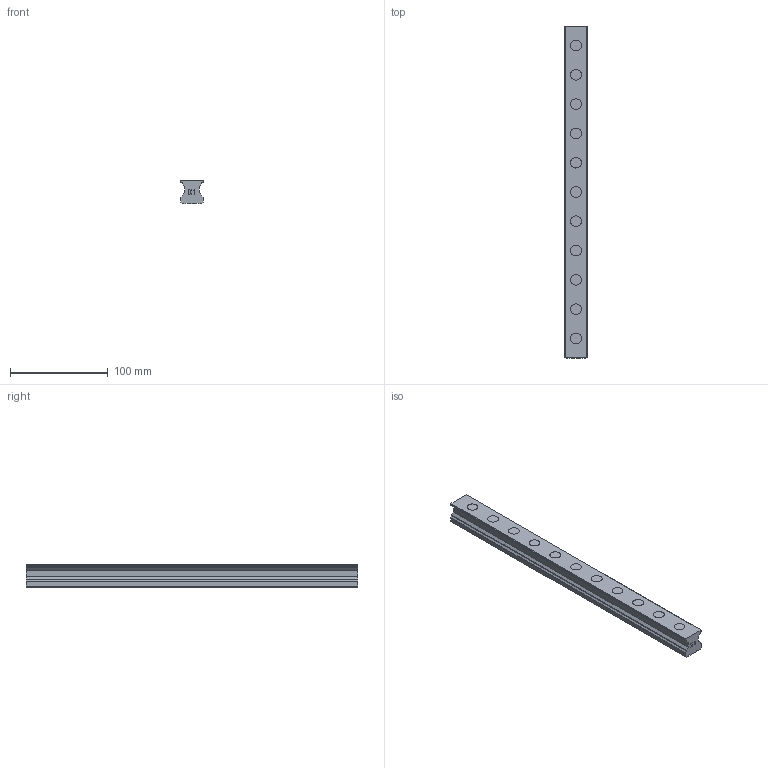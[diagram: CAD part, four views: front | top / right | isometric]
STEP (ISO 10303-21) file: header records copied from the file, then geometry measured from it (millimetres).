
FILE_DESCRIPTION(('STEP AP214'),'1');
FILE_NAME('cctmp_439C9131-C3FE-4A30-B201-9F801D7ACD8A_2021_03_11_09_27_37_0563..stp','2021-03-11T08:27:37',('HIWIN GmbH'),('CADClick - www.CADClick.com'),'Spatial InterOp 3D',' ','unknown authorization');
FILE_SCHEMA(('AUTOMOTIVE_DESIGN'));
Length unit declared in the file: millimetre
Products named in the file (1): RGR25R340H_FILE
Bounding box: 23 x 340 x 23.6 mm (x, y, z)
Volume: 136790 mm3; surface area: 42743.5 mm2
Topology: 1 solids, 1 shells, 216 faces, 531 edges, 354 vertices
Faces by surface type: plane 132, cylinder 84
Entity records: 8155 total; most frequent: DIRECTION 1133, CARTESIAN_POINT 1102, ORIENTED_EDGE 1062, EDGE_CURVE 531, AXIS2_PLACEMENT_3D 385, LINE 363, VECTOR 363, VERTEX_POINT 354
